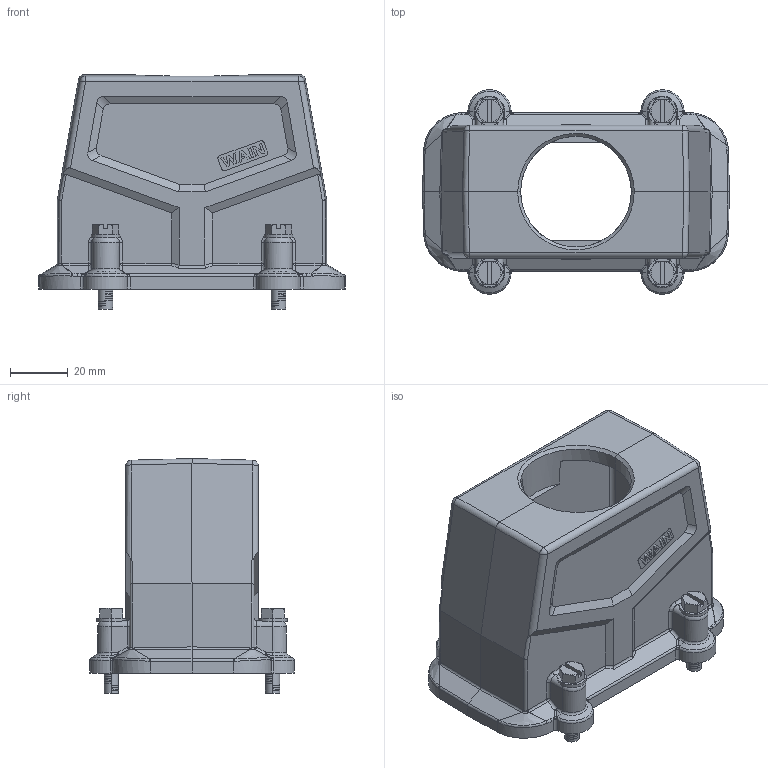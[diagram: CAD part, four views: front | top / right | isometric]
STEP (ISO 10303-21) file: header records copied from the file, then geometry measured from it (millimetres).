
FILE_DESCRIPTION((''),'2;1');
FILE_NAME('3D_1111164305010_EMC_W16B-TEH-4','2020-11-11T',('lj.zou'),(''),'PRO/ENGINEER BY PARAMETRIC TECHNOLOGY CORPORATION, 2012480','PRO/ENGINEER BY PARAMETRIC TECHNOLOGY CORPORATION, 2012480','');
FILE_SCHEMA(('CONFIG_CONTROL_DESIGN'));
Length unit declared in the file: millimetre
Products named in the file (1): 3D_1111164305010_EMC_W16B-TEH-4
Bounding box: 106.5 x 71 x 81.5 mm (x, y, z)
Volume: 106762.4 mm3; surface area: 48485.5 mm2
Topology: 1 solids, 5 shells, 728 faces, 2355 edges, 1635 vertices
Faces by surface type: plane 267, cylinder 213, bspline 91, torus 65, cone 64, sphere 28
Entity records: 32129 total; most frequent: CARTESIAN_POINT 12668, ORIENTED_EDGE 4646, DIRECTION 3336, EDGE_CURVE 2323, VERTEX_POINT 1635, VECTOR 1130, LINE 1130, AXIS2_PLACEMENT_3D 1103
